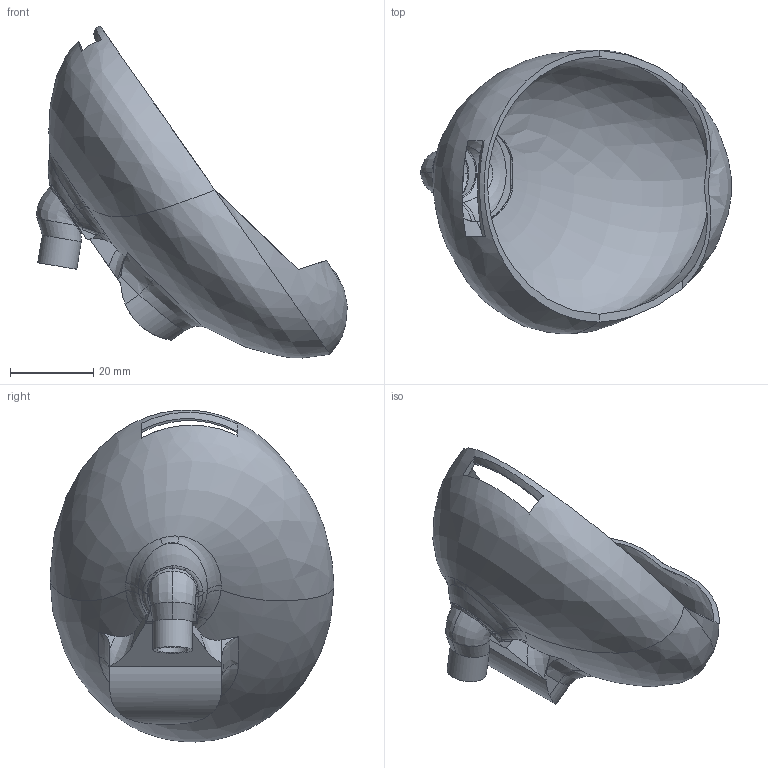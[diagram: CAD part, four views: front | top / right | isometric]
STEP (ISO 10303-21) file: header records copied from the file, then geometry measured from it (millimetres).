
FILE_DESCRIPTION(/* description */ (''),/* implementation_level */ '2;1');
FILE_NAME(/* name */ 'funnelravamp_.step',/* time_stamp */ '2023-02-01T17:07:03-06:00',/* author */ (''),/* organization */ (''),/* preprocessor_version */ 'ST-DEVELOPER v19.2',/* originating_system */ 'Autodesk Translation Framework v11.17.0.187',/* authorisation */ '');
FILE_SCHEMA (('AUTOMOTIVE_DESIGN { 1 0 10303 214 3 1 1 }'));
Length unit declared in the file: millimetre
Products named in the file (1): funnelravamp_
Bounding box: 74.8 x 68.3 x 79.94 mm (x, y, z)
Volume: 19456.2 mm3; surface area: 21162 mm2
Topology: 1 solids, 1 shells, 126 faces, 326 edges, 201 vertices
Faces by surface type: bspline 90, plane 25, cylinder 10, torus 1
Full cylindrical faces by diameter (mm): 7.5 x1, 9.5 x1
Entity records: 26179 total; most frequent: CARTESIAN_POINT 23708, ORIENTED_EDGE 652, EDGE_CURVE 326, DIRECTION 294, VERTEX_POINT 201, B_SPLINE_CURVE_WITH_KNOTS 191, EDGE_LOOP 129, FACE_OUTER_BOUND 126
